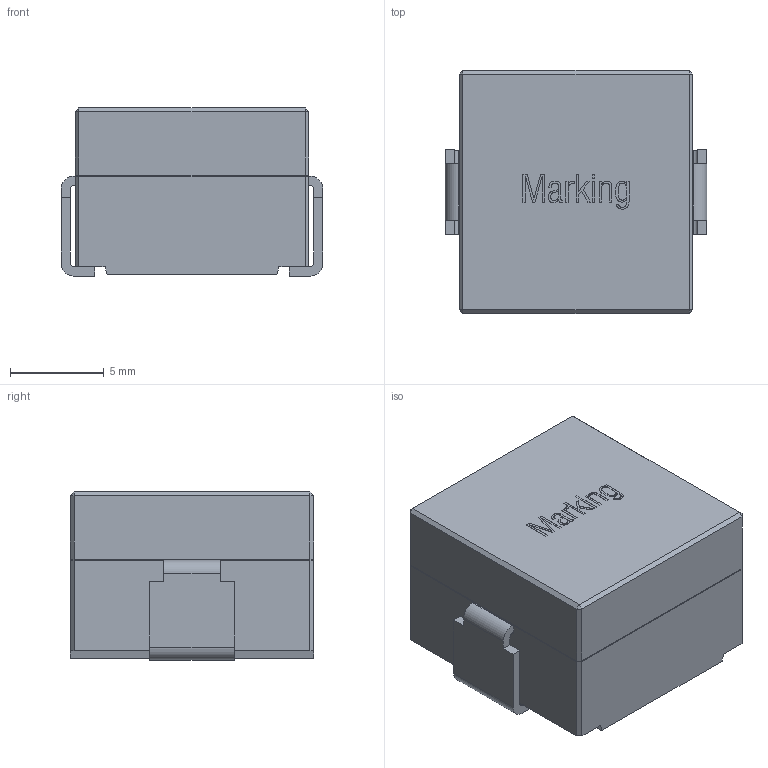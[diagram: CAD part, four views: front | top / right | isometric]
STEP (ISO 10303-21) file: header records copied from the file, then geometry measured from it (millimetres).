
FILE_DESCRIPTION(('FreeCAD Model'),'2;1');
FILE_NAME('Compound.step', '2017-03-01T11:45:59',('kicad StepUp'),('ksu MCAD'), 'Open CASCADE STEP processor 6.8','FreeCAD','Unknown');
FILE_SCHEMA(('AUTOMOTIVE_DESIGN_CC2 { 1 2 10303 214 -1 1 5 4 }'));
Length unit declared in the file: millimetre
Products named in the file (1): Compound
Bounding box: 14 x 13 x 9 mm (x, y, z)
Volume: 1454.2 mm3; surface area: 1640 mm2
Topology: 4 solids, 4 shells, 157 faces, 405 edges, 266 vertices
Faces by surface type: plane 137, extrusion 12, cylinder 8
Entity records: 6061 total; most frequent: CARTESIAN_POINT 1390, ORIENTED_EDGE 810, DIRECTION 582, EDGE_CURVE 405, VERTEX_POINT 266, VECTOR 258, LINE 246, FACE_BOUND 167
